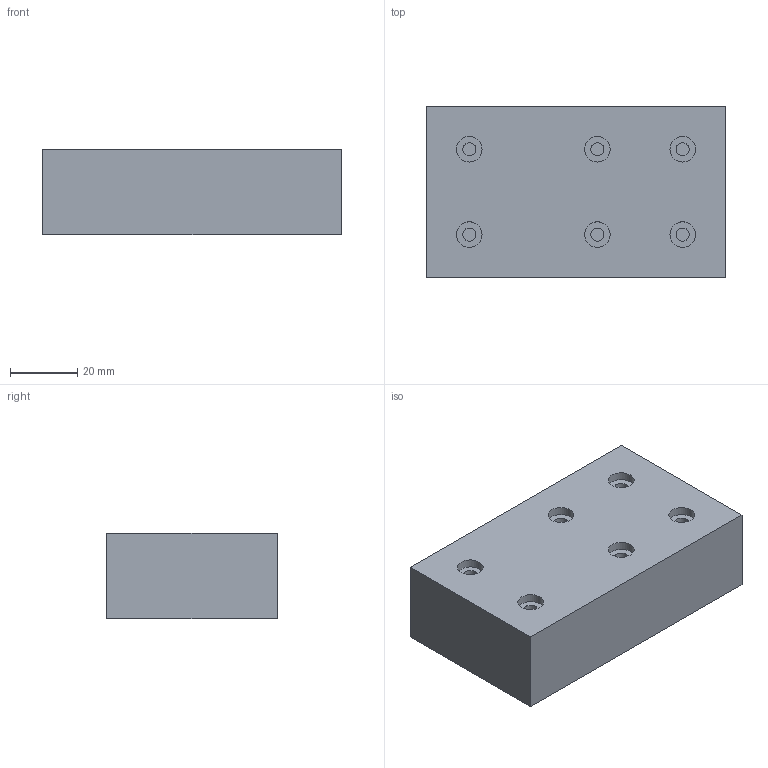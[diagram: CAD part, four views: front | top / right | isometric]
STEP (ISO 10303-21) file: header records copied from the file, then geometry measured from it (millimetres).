
FILE_DESCRIPTION(/* description */ ('','CAx-IF Rec.Pracs.---Representation and Presentation of Product Manufacturing Information (PMI)---4.0---2014-10-13'),/* implementation_level */ '2;1');
FILE_NAME(/* name */ 'landing gear hardpoint v1.step',/* time_stamp */ '2025-01-26T16:13:33-08:00',/* author */ (''),/* organization */ (''),/* preprocessor_version */ 'ST-DEVELOPER v20',/* originating_system */ 'Autodesk Translation Framework v13.20.0.188',/* authorisation */ '');
FILE_SCHEMA (('AP242_MANAGED_MODEL_BASED_3D_ENGINEERING_MIM_LF { 1 0 10303 442 1 1 4 }'));
Length unit declared in the file: inch
Products named in the file (1): landing gear hardpoint
Bounding box: 88.9 x 50.8 x 25.4 mm (x, y, z)
Volume: 113086.8 mm3; surface area: 17436.3 mm2
Topology: 1 solids, 1 shells, 30 faces, 48 edges, 32 vertices
Faces by surface type: plane 18, cylinder 12
Full cylindrical faces by diameter (mm): 3.937 x6, 7.62 x6
Entity records: 731 total; most frequent: DIRECTION 134, CARTESIAN_POINT 111, ORIENTED_EDGE 96, AXIS2_PLACEMENT_3D 55, EDGE_CURVE 48, EDGE_LOOP 42, VERTEX_POINT 32, FACE_OUTER_BOUND 30
